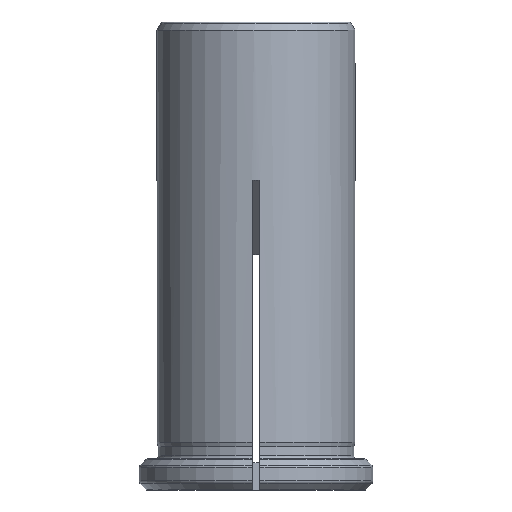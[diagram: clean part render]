
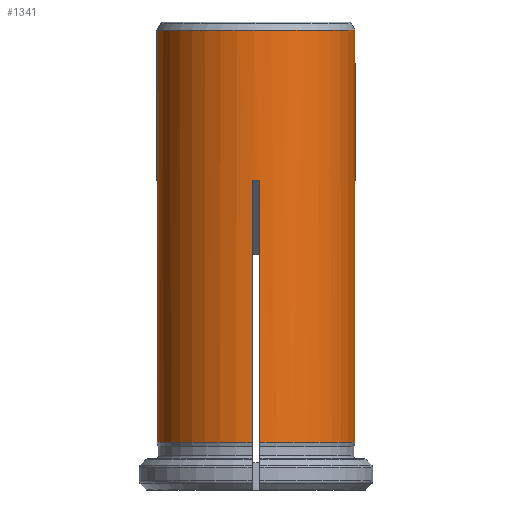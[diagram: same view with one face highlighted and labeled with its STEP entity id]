
A CAD part, front view. The second image highlights one B-rep face of the part: STEP entity #1341.
In plain terms, the highlighted cylindrical face has radius 12.7 mm (diameter 25.4 mm), a full revolution.
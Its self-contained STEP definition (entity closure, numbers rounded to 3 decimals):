
#28=ELLIPSE('',#1494,17.961,12.7);
#29=ELLIPSE('',#1495,17.961,12.7);
#30=ELLIPSE('',#1496,17.961,12.7);
#31=ELLIPSE('',#1497,17.961,12.7);
#98=LINE('',#2425,#166);
#99=LINE('',#2429,#167);
#100=LINE('',#2430,#168);
#101=LINE('',#2434,#169);
#102=LINE('',#2435,#170);
#103=LINE('',#2439,#171);
#104=LINE('',#2440,#172);
#105=LINE('',#2444,#173);
#166=VECTOR('',#1805,1000.);
#167=VECTOR('',#1808,1000.);
#168=VECTOR('',#1809,1000.);
#169=VECTOR('',#1812,1000.);
#170=VECTOR('',#1813,1000.);
#171=VECTOR('',#1816,1000.);
#172=VECTOR('',#1817,1000.);
#173=VECTOR('',#1820,1000.);
#201=CYLINDRICAL_SURFACE('',#1493,12.7);
#515=ORIENTED_EDGE('',*,*,#869,.F.);
#516=ORIENTED_EDGE('',*,*,#870,.F.);
#517=ORIENTED_EDGE('',*,*,#871,.T.);
#518=ORIENTED_EDGE('',*,*,#694,.F.);
#519=ORIENTED_EDGE('',*,*,#872,.F.);
#520=ORIENTED_EDGE('',*,*,#873,.F.);
#521=ORIENTED_EDGE('',*,*,#874,.T.);
#522=ORIENTED_EDGE('',*,*,#797,.F.);
#523=ORIENTED_EDGE('',*,*,#875,.F.);
#524=ORIENTED_EDGE('',*,*,#876,.F.);
#525=ORIENTED_EDGE('',*,*,#877,.T.);
#526=ORIENTED_EDGE('',*,*,#763,.F.);
#527=ORIENTED_EDGE('',*,*,#878,.F.);
#528=ORIENTED_EDGE('',*,*,#879,.F.);
#529=ORIENTED_EDGE('',*,*,#880,.T.);
#530=ORIENTED_EDGE('',*,*,#729,.F.);
#531=ORIENTED_EDGE('',*,*,#801,.F.);
#694=EDGE_CURVE('',#897,#898,#1036,.F.);
#729=EDGE_CURVE('',#921,#923,#1048,.F.);
#763=EDGE_CURVE('',#945,#947,#1060,.F.);
#797=EDGE_CURVE('',#969,#971,#1072,.F.);
#801=EDGE_CURVE('',#974,#974,#1075,.F.);
#869=EDGE_CURVE('',#1028,#921,#98,.F.);
#870=EDGE_CURVE('',#1029,#1028,#28,.F.);
#871=EDGE_CURVE('',#1029,#898,#99,.F.);
#872=EDGE_CURVE('',#1030,#897,#100,.F.);
#873=EDGE_CURVE('',#1031,#1030,#29,.F.);
#874=EDGE_CURVE('',#1031,#971,#101,.F.);
#875=EDGE_CURVE('',#1032,#969,#102,.F.);
#876=EDGE_CURVE('',#1033,#1032,#30,.F.);
#877=EDGE_CURVE('',#1033,#947,#103,.F.);
#878=EDGE_CURVE('',#1034,#945,#104,.F.);
#879=EDGE_CURVE('',#1035,#1034,#31,.F.);
#880=EDGE_CURVE('',#1035,#923,#105,.F.);
#897=VERTEX_POINT('',#1874);
#898=VERTEX_POINT('',#1875);
#921=VERTEX_POINT('',#1994);
#923=VERTEX_POINT('',#1997);
#945=VERTEX_POINT('',#2111);
#947=VERTEX_POINT('',#2114);
#969=VERTEX_POINT('',#2228);
#971=VERTEX_POINT('',#2231);
#974=VERTEX_POINT('',#2242);
#1028=VERTEX_POINT('',#2426);
#1029=VERTEX_POINT('',#2428);
#1030=VERTEX_POINT('',#2431);
#1031=VERTEX_POINT('',#2433);
#1032=VERTEX_POINT('',#2436);
#1033=VERTEX_POINT('',#2438);
#1034=VERTEX_POINT('',#2441);
#1035=VERTEX_POINT('',#2443);
#1036=CIRCLE('',#1373,12.7);
#1048=CIRCLE('',#1396,12.7);
#1060=CIRCLE('',#1419,12.7);
#1072=CIRCLE('',#1442,12.7);
#1075=CIRCLE('',#1446,12.7);
#1163=EDGE_LOOP('',(#515,#516,#517,#518,#519,#520,#521,#522,#523,#524,#525,
#526,#527,#528,#529,#530));
#1164=EDGE_LOOP('',(#531));
#1251=FACE_BOUND('',#1163,.T.);
#1252=FACE_BOUND('',#1164,.T.);
#1341=ADVANCED_FACE('',(#1251,#1252),#201,.T.);
#1373=AXIS2_PLACEMENT_3D('',#1873,#1519,#1520);
#1396=AXIS2_PLACEMENT_3D('',#1996,#1571,#1572);
#1419=AXIS2_PLACEMENT_3D('',#2113,#1623,#1624);
#1442=AXIS2_PLACEMENT_3D('',#2230,#1675,#1676);
#1446=AXIS2_PLACEMENT_3D('',#2241,#1683,#1684);
#1493=AXIS2_PLACEMENT_3D('',#2424,#1803,#1804);
#1494=AXIS2_PLACEMENT_3D('',#2427,#1806,#1807);
#1495=AXIS2_PLACEMENT_3D('',#2432,#1810,#1811);
#1496=AXIS2_PLACEMENT_3D('',#2437,#1814,#1815);
#1497=AXIS2_PLACEMENT_3D('',#2442,#1818,#1819);
#1519=DIRECTION('',(0.,0.,1.));
#1520=DIRECTION('',(1.,0.,0.));
#1571=DIRECTION('',(0.,0.,1.));
#1572=DIRECTION('',(1.,0.,0.));
#1623=DIRECTION('',(0.,0.,1.));
#1624=DIRECTION('',(1.,0.,0.));
#1675=DIRECTION('',(0.,0.,1.));
#1676=DIRECTION('',(1.,0.,0.));
#1683=DIRECTION('',(0.,0.,-1.));
#1684=DIRECTION('',(-1.,0.,0.));
#1803=DIRECTION('',(0.,0.,1.));
#1804=DIRECTION('',(1.,0.,0.));
#1805=DIRECTION('',(0.,0.,1.));
#1806=DIRECTION('',(0.,0.707,0.707));
#1807=DIRECTION('',(0.,-0.707,0.707));
#1808=DIRECTION('',(0.,0.,1.));
#1809=DIRECTION('',(0.,0.,1.));
#1810=DIRECTION('',(-0.707,0.,0.707));
#1811=DIRECTION('',(0.707,0.,0.707));
#1812=DIRECTION('',(0.,0.,1.));
#1813=DIRECTION('',(0.,0.,1.));
#1814=DIRECTION('',(0.,-0.707,0.707));
#1815=DIRECTION('',(0.,0.707,0.707));
#1816=DIRECTION('',(0.,0.,1.));
#1817=DIRECTION('',(0.,0.,1.));
#1818=DIRECTION('',(0.707,0.,0.707));
#1819=DIRECTION('',(-0.707,0.,0.707));
#1820=DIRECTION('',(0.,0.,1.));
#1873=CARTESIAN_POINT('',(0.,0.,2.127));
#1874=CARTESIAN_POINT('',(12.69,-0.5,2.127));
#1875=CARTESIAN_POINT('',(0.5,-12.69,2.127));
#1994=CARTESIAN_POINT('',(-0.5,-12.69,2.127));
#1996=CARTESIAN_POINT('',(0.,0.,2.127));
#1997=CARTESIAN_POINT('',(-12.69,-0.5,2.127));
#2111=CARTESIAN_POINT('',(-12.69,0.5,2.127));
#2113=CARTESIAN_POINT('',(0.,0.,2.127));
#2114=CARTESIAN_POINT('',(-0.5,12.69,2.127));
#2228=CARTESIAN_POINT('',(0.5,12.69,2.127));
#2230=CARTESIAN_POINT('',(0.,0.,2.127));
#2231=CARTESIAN_POINT('',(12.69,0.5,2.127));
#2241=CARTESIAN_POINT('',(0.,0.,54.973));
#2242=CARTESIAN_POINT('',(-12.7,0.,54.973));
#2424=CARTESIAN_POINT('',(0.,0.,60.));
#2425=CARTESIAN_POINT('',(-0.5,-12.69,60.));
#2426=CARTESIAN_POINT('',(-0.5,-12.69,35.69));
#2427=CARTESIAN_POINT('',(0.,0.,23.));
#2428=CARTESIAN_POINT('',(0.5,-12.69,35.69));
#2429=CARTESIAN_POINT('',(0.5,-12.69,60.));
#2430=CARTESIAN_POINT('',(12.69,-0.5,60.));
#2431=CARTESIAN_POINT('',(12.69,-0.5,35.69));
#2432=CARTESIAN_POINT('',(0.,0.,23.));
#2433=CARTESIAN_POINT('',(12.69,0.5,35.69));
#2434=CARTESIAN_POINT('',(12.69,0.5,60.));
#2435=CARTESIAN_POINT('',(0.5,12.69,60.));
#2436=CARTESIAN_POINT('',(0.5,12.69,35.69));
#2437=CARTESIAN_POINT('',(0.,0.,23.));
#2438=CARTESIAN_POINT('',(-0.5,12.69,35.69));
#2439=CARTESIAN_POINT('',(-0.5,12.69,60.));
#2440=CARTESIAN_POINT('',(-12.69,0.5,60.));
#2441=CARTESIAN_POINT('',(-12.69,0.5,35.69));
#2442=CARTESIAN_POINT('',(0.,0.,23.));
#2443=CARTESIAN_POINT('',(-12.69,-0.5,35.69));
#2444=CARTESIAN_POINT('',(-12.69,-0.5,60.));
